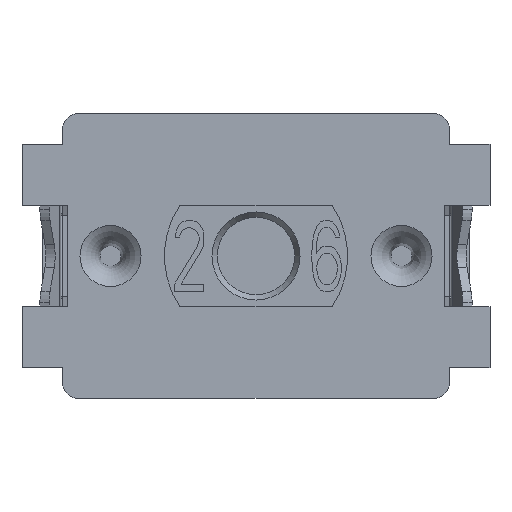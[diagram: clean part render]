
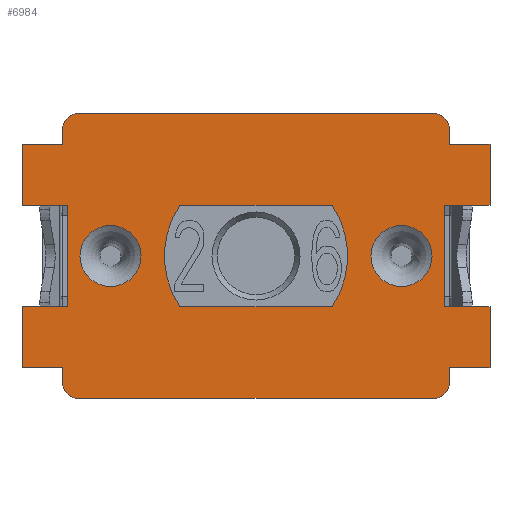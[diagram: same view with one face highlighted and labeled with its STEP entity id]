
A CAD part, front view. The second image highlights one B-rep face of the part: STEP entity #6984.
In plain terms, the highlighted planar face has unit normal (0, -1, 0).
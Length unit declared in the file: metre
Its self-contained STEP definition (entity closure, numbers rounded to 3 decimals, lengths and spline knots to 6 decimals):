
#14=FACE_BOUND('',#1201,.T.);
#15=FACE_BOUND('',#1202,.T.);
#16=FACE_BOUND('',#1203,.T.);
#49=CIRCLE('',#7318,0.0003);
#86=CIRCLE('',#7399,0.00015);
#87=CIRCLE('',#7400,0.00015);
#88=CIRCLE('',#7401,0.00015);
#89=CIRCLE('',#7402,0.00015);
#90=CIRCLE('',#7403,0.0003);
#91=CIRCLE('',#7404,0.0009);
#92=CIRCLE('',#7405,0.0009);
#567=PLANE('',#7398);
#837=FACE_OUTER_BOUND('',#1200,.T.);
#1200=EDGE_LOOP('',(#5141,#5142,#5143,#5144,#5145,#5146,#5147,#5148,#5149,
#5150,#5151,#5152,#5153,#5154,#5155,#5156,#5157,#5158,#5159,#5160,#5161,
#5162,#5163,#5164,#5165,#5166,#5167,#5168));
#1201=EDGE_LOOP('',(#5169));
#1202=EDGE_LOOP('',(#5170));
#1203=EDGE_LOOP('',(#5171,#5172,#5173,#5174));
#1643=LINE('',#10220,#2443);
#1672=LINE('',#10307,#2472);
#1763=LINE('',#10837,#2563);
#1764=LINE('',#10839,#2564);
#1765=LINE('',#10841,#2565);
#1766=LINE('',#10843,#2566);
#1767=LINE('',#10844,#2567);
#1768=LINE('',#10846,#2568);
#1769=LINE('',#10848,#2569);
#1770=LINE('',#10849,#2570);
#1771=LINE('',#10853,#2571);
#1772=LINE('',#10857,#2572);
#1773=LINE('',#10859,#2573);
#1774=LINE('',#10861,#2574);
#1775=LINE('',#10862,#2575);
#1776=LINE('',#10864,#2576);
#1777=LINE('',#10866,#2577);
#1778=LINE('',#10868,#2578);
#1779=LINE('',#10870,#2579);
#1780=LINE('',#10872,#2580);
#1781=LINE('',#10874,#2581);
#1782=LINE('',#10878,#2582);
#1783=LINE('',#10882,#2583);
#1784=LINE('',#10883,#2584);
#1785=LINE('',#10888,#2585);
#1786=LINE('',#10892,#2586);
#2443=VECTOR('',#7986,1.);
#2472=VECTOR('',#8047,1.);
#2563=VECTOR('',#8220,1.);
#2564=VECTOR('',#8221,1.);
#2565=VECTOR('',#8222,1.);
#2566=VECTOR('',#8223,1.);
#2567=VECTOR('',#8224,1.);
#2568=VECTOR('',#8225,1.);
#2569=VECTOR('',#8226,1.);
#2570=VECTOR('',#8227,1.);
#2571=VECTOR('',#8230,1.);
#2572=VECTOR('',#8233,1.);
#2573=VECTOR('',#8234,1.);
#2574=VECTOR('',#8235,1.);
#2575=VECTOR('',#8236,1.);
#2576=VECTOR('',#8237,1.);
#2577=VECTOR('',#8238,1.);
#2578=VECTOR('',#8239,1.);
#2579=VECTOR('',#8240,1.);
#2580=VECTOR('',#8241,1.);
#2581=VECTOR('',#8242,1.);
#2582=VECTOR('',#8245,1.);
#2583=VECTOR('',#8248,1.);
#2584=VECTOR('',#8249,1.);
#2585=VECTOR('',#8252,1.);
#2586=VECTOR('',#8255,1.);
#3209=VERTEX_POINT('',#9942);
#3263=VERTEX_POINT('',#10216);
#3264=VERTEX_POINT('',#10218);
#3300=VERTEX_POINT('',#10304);
#3301=VERTEX_POINT('',#10306);
#3304=VERTEX_POINT('',#10312);
#3407=VERTEX_POINT('',#10835);
#3408=VERTEX_POINT('',#10836);
#3409=VERTEX_POINT('',#10838);
#3410=VERTEX_POINT('',#10840);
#3411=VERTEX_POINT('',#10842);
#3412=VERTEX_POINT('',#10845);
#3413=VERTEX_POINT('',#10847);
#3414=VERTEX_POINT('',#10850);
#3415=VERTEX_POINT('',#10852);
#3416=VERTEX_POINT('',#10854);
#3417=VERTEX_POINT('',#10856);
#3418=VERTEX_POINT('',#10858);
#3419=VERTEX_POINT('',#10860);
#3420=VERTEX_POINT('',#10863);
#3421=VERTEX_POINT('',#10865);
#3422=VERTEX_POINT('',#10867);
#3423=VERTEX_POINT('',#10869);
#3424=VERTEX_POINT('',#10871);
#3425=VERTEX_POINT('',#10873);
#3426=VERTEX_POINT('',#10875);
#3427=VERTEX_POINT('',#10877);
#3428=VERTEX_POINT('',#10879);
#3429=VERTEX_POINT('',#10881);
#3430=VERTEX_POINT('',#10884);
#3431=VERTEX_POINT('',#10886);
#3432=VERTEX_POINT('',#10887);
#3433=VERTEX_POINT('',#10889);
#3434=VERTEX_POINT('',#10891);
#3877=EDGE_CURVE('',#3209,#3209,#49,.T.);
#3938=EDGE_CURVE('',#3264,#3263,#1643,.T.);
#3975=EDGE_CURVE('',#3300,#3301,#1672,.T.);
#4094=EDGE_CURVE('',#3407,#3408,#1763,.T.);
#4095=EDGE_CURVE('',#3409,#3407,#1764,.T.);
#4096=EDGE_CURVE('',#3410,#3409,#1765,.T.);
#4097=EDGE_CURVE('',#3411,#3410,#1766,.T.);
#4098=EDGE_CURVE('',#3304,#3411,#1767,.T.);
#4099=EDGE_CURVE('',#3412,#3304,#1768,.T.);
#4100=EDGE_CURVE('',#3413,#3412,#1769,.T.);
#4101=EDGE_CURVE('',#3301,#3413,#1770,.T.);
#4102=EDGE_CURVE('',#3300,#3414,#86,.T.);
#4103=EDGE_CURVE('',#3415,#3414,#1771,.T.);
#4104=EDGE_CURVE('',#3415,#3416,#87,.T.);
#4105=EDGE_CURVE('',#3417,#3416,#1772,.T.);
#4106=EDGE_CURVE('',#3418,#3417,#1773,.T.);
#4107=EDGE_CURVE('',#3418,#3419,#1774,.T.);
#4108=EDGE_CURVE('',#3263,#3419,#1775,.T.);
#4109=EDGE_CURVE('',#3420,#3264,#1776,.T.);
#4110=EDGE_CURVE('',#3421,#3420,#1777,.T.);
#4111=EDGE_CURVE('',#3422,#3421,#1778,.T.);
#4112=EDGE_CURVE('',#3422,#3423,#1779,.T.);
#4113=EDGE_CURVE('',#3424,#3423,#1780,.T.);
#4114=EDGE_CURVE('',#3425,#3424,#1781,.T.);
#4115=EDGE_CURVE('',#3425,#3426,#88,.T.);
#4116=EDGE_CURVE('',#3427,#3426,#1782,.T.);
#4117=EDGE_CURVE('',#3427,#3428,#89,.T.);
#4118=EDGE_CURVE('',#3429,#3428,#1783,.T.);
#4119=EDGE_CURVE('',#3408,#3429,#1784,.T.);
#4120=EDGE_CURVE('',#3430,#3430,#90,.T.);
#4121=EDGE_CURVE('',#3431,#3432,#1785,.T.);
#4122=EDGE_CURVE('',#3433,#3431,#91,.T.);
#4123=EDGE_CURVE('',#3434,#3433,#1786,.T.);
#4124=EDGE_CURVE('',#3432,#3434,#92,.T.);
#5141=ORIENTED_EDGE('',*,*,#4094,.F.);
#5142=ORIENTED_EDGE('',*,*,#4095,.F.);
#5143=ORIENTED_EDGE('',*,*,#4096,.F.);
#5144=ORIENTED_EDGE('',*,*,#4097,.F.);
#5145=ORIENTED_EDGE('',*,*,#4098,.F.);
#5146=ORIENTED_EDGE('',*,*,#4099,.F.);
#5147=ORIENTED_EDGE('',*,*,#4100,.F.);
#5148=ORIENTED_EDGE('',*,*,#4101,.F.);
#5149=ORIENTED_EDGE('',*,*,#3975,.F.);
#5150=ORIENTED_EDGE('',*,*,#4102,.T.);
#5151=ORIENTED_EDGE('',*,*,#4103,.F.);
#5152=ORIENTED_EDGE('',*,*,#4104,.T.);
#5153=ORIENTED_EDGE('',*,*,#4105,.F.);
#5154=ORIENTED_EDGE('',*,*,#4106,.F.);
#5155=ORIENTED_EDGE('',*,*,#4107,.T.);
#5156=ORIENTED_EDGE('',*,*,#4108,.F.);
#5157=ORIENTED_EDGE('',*,*,#3938,.F.);
#5158=ORIENTED_EDGE('',*,*,#4109,.F.);
#5159=ORIENTED_EDGE('',*,*,#4110,.F.);
#5160=ORIENTED_EDGE('',*,*,#4111,.F.);
#5161=ORIENTED_EDGE('',*,*,#4112,.T.);
#5162=ORIENTED_EDGE('',*,*,#4113,.F.);
#5163=ORIENTED_EDGE('',*,*,#4114,.F.);
#5164=ORIENTED_EDGE('',*,*,#4115,.T.);
#5165=ORIENTED_EDGE('',*,*,#4116,.F.);
#5166=ORIENTED_EDGE('',*,*,#4117,.T.);
#5167=ORIENTED_EDGE('',*,*,#4118,.F.);
#5168=ORIENTED_EDGE('',*,*,#4119,.F.);
#5169=ORIENTED_EDGE('',*,*,#4120,.T.);
#5170=ORIENTED_EDGE('',*,*,#3877,.F.);
#5171=ORIENTED_EDGE('',*,*,#4121,.F.);
#5172=ORIENTED_EDGE('',*,*,#4122,.F.);
#5173=ORIENTED_EDGE('',*,*,#4123,.F.);
#5174=ORIENTED_EDGE('',*,*,#4124,.F.);
#6984=ADVANCED_FACE('',(#837,#14,#15,#16),#567,.T.);
#7318=AXIS2_PLACEMENT_3D('',#9943,#7895,#7896);
#7398=AXIS2_PLACEMENT_3D('',#10834,#8218,#8219);
#7399=AXIS2_PLACEMENT_3D('',#10851,#8228,#8229);
#7400=AXIS2_PLACEMENT_3D('',#10855,#8231,#8232);
#7401=AXIS2_PLACEMENT_3D('',#10876,#8243,#8244);
#7402=AXIS2_PLACEMENT_3D('',#10880,#8246,#8247);
#7403=AXIS2_PLACEMENT_3D('',#10885,#8250,#8251);
#7404=AXIS2_PLACEMENT_3D('',#10890,#8253,#8254);
#7405=AXIS2_PLACEMENT_3D('',#10893,#8256,#8257);
#7895=DIRECTION('center_axis',(0.,-1.,0.));
#7896=DIRECTION('ref_axis',(1.,0.,0.));
#7986=DIRECTION('',(1.,0.,0.));
#8047=DIRECTION('',(0.,0.,1.));
#8218=DIRECTION('center_axis',(0.,-1.,0.));
#8219=DIRECTION('ref_axis',(0.,0.,-1.));
#8220=DIRECTION('',(0.,0.,1.));
#8221=DIRECTION('',(-1.,0.,0.));
#8222=DIRECTION('',(-1.,0.,0.));
#8223=DIRECTION('',(0.,0.,1.));
#8224=DIRECTION('',(1.,0.,0.));
#8225=DIRECTION('',(1.,0.,0.));
#8226=DIRECTION('',(0.,0.,1.));
#8227=DIRECTION('',(-1.,0.,0.));
#8228=DIRECTION('center_axis',(0.,-1.,0.));
#8229=DIRECTION('ref_axis',(-1.,0.,0.));
#8230=DIRECTION('',(-1.,0.,0.));
#8231=DIRECTION('center_axis',(0.,-1.,0.));
#8232=DIRECTION('ref_axis',(0.,0.,-1.));
#8233=DIRECTION('',(0.,0.,-1.));
#8234=DIRECTION('',(-1.,0.,0.));
#8235=DIRECTION('',(0.,0.,1.));
#8236=DIRECTION('',(1.,0.,0.));
#8237=DIRECTION('',(0.,0.,-1.));
#8238=DIRECTION('',(-1.,0.,0.));
#8239=DIRECTION('',(-1.,0.,0.));
#8240=DIRECTION('',(0.,0.,1.));
#8241=DIRECTION('',(1.,0.,0.));
#8242=DIRECTION('',(0.,0.,-1.));
#8243=DIRECTION('center_axis',(0.,-1.,0.));
#8244=DIRECTION('ref_axis',(1.,0.,0.));
#8245=DIRECTION('',(1.,0.,0.));
#8246=DIRECTION('center_axis',(0.,-1.,0.));
#8247=DIRECTION('ref_axis',(0.,0.,1.));
#8248=DIRECTION('',(0.,0.,1.));
#8249=DIRECTION('',(1.,0.,0.));
#8250=DIRECTION('center_axis',(0.,1.,0.));
#8251=DIRECTION('ref_axis',(-1.,0.,0.));
#8252=DIRECTION('',(1.,0.,0.));
#8253=DIRECTION('center_axis',(0.,-1.,0.));
#8254=DIRECTION('ref_axis',(-0.831,0.,0.556));
#8255=DIRECTION('',(-1.,0.,0.));
#8256=DIRECTION('center_axis',(0.,-1.,0.));
#8257=DIRECTION('ref_axis',(0.831,0.,-0.556));
#9942=CARTESIAN_POINT('',(0.00173,0.,0.));
#9943=CARTESIAN_POINT('Origin',(0.00143,0.,0.));
#10216=CARTESIAN_POINT('',(0.0019,0.,-0.0005));
#10218=CARTESIAN_POINT('',(0.00185,0.,-0.0005));
#10220=CARTESIAN_POINT('',(0.00185,0.,-0.0005));
#10304=CARTESIAN_POINT('',(-0.0019,0.,-0.00125));
#10306=CARTESIAN_POINT('',(-0.0019,0.,-0.0011));
#10307=CARTESIAN_POINT('',(-0.0019,0.,-0.00125));
#10312=CARTESIAN_POINT('',(-0.0019,0.,-0.0005));
#10834=CARTESIAN_POINT('Origin',(0.,0.,0.));
#10835=CARTESIAN_POINT('',(-0.0023,0.,0.0005));
#10836=CARTESIAN_POINT('',(-0.0023,0.,0.0011));
#10837=CARTESIAN_POINT('',(-0.0023,0.,0.0005));
#10838=CARTESIAN_POINT('',(-0.0019,0.,0.0005));
#10839=CARTESIAN_POINT('',(-0.0019,0.,0.0005));
#10840=CARTESIAN_POINT('',(-0.00185,0.,0.0005));
#10841=CARTESIAN_POINT('',(-0.00185,0.,0.0005));
#10842=CARTESIAN_POINT('',(-0.00185,0.,-0.0005));
#10843=CARTESIAN_POINT('',(-0.00185,0.,-0.0005));
#10844=CARTESIAN_POINT('',(-0.0019,0.,-0.0005));
#10845=CARTESIAN_POINT('',(-0.0023,0.,-0.0005));
#10846=CARTESIAN_POINT('',(-0.0023,0.,-0.0005));
#10847=CARTESIAN_POINT('',(-0.0023,0.,-0.0011));
#10848=CARTESIAN_POINT('',(-0.0023,0.,-0.0011));
#10849=CARTESIAN_POINT('',(-0.0019,0.,-0.0011));
#10850=CARTESIAN_POINT('',(-0.00175,0.,-0.0014));
#10851=CARTESIAN_POINT('Origin',(-0.00175,0.,-0.00125));
#10852=CARTESIAN_POINT('',(0.00175,0.,-0.0014));
#10853=CARTESIAN_POINT('',(0.00175,0.,-0.0014));
#10854=CARTESIAN_POINT('',(0.0019,0.,-0.00125));
#10855=CARTESIAN_POINT('Origin',(0.00175,0.,-0.00125));
#10856=CARTESIAN_POINT('',(0.0019,0.,-0.0011));
#10857=CARTESIAN_POINT('',(0.0019,0.,-0.0011));
#10858=CARTESIAN_POINT('',(0.0023,0.,-0.0011));
#10859=CARTESIAN_POINT('',(0.0023,0.,-0.0011));
#10860=CARTESIAN_POINT('',(0.0023,0.,-0.0005));
#10861=CARTESIAN_POINT('',(0.0023,0.,-0.0011));
#10862=CARTESIAN_POINT('',(0.0019,0.,-0.0005));
#10863=CARTESIAN_POINT('',(0.00185,0.,0.0005));
#10864=CARTESIAN_POINT('',(0.00185,0.,0.0005));
#10865=CARTESIAN_POINT('',(0.0019,0.,0.0005));
#10866=CARTESIAN_POINT('',(0.0019,0.,0.0005));
#10867=CARTESIAN_POINT('',(0.0023,0.,0.0005));
#10868=CARTESIAN_POINT('',(0.0023,0.,0.0005));
#10869=CARTESIAN_POINT('',(0.0023,0.,0.0011));
#10870=CARTESIAN_POINT('',(0.0023,0.,0.0005));
#10871=CARTESIAN_POINT('',(0.0019,0.,0.0011));
#10872=CARTESIAN_POINT('',(0.0019,0.,0.0011));
#10873=CARTESIAN_POINT('',(0.0019,0.,0.00125));
#10874=CARTESIAN_POINT('',(0.0019,0.,0.00125));
#10875=CARTESIAN_POINT('',(0.00175,0.,0.0014));
#10876=CARTESIAN_POINT('Origin',(0.00175,0.,0.00125));
#10877=CARTESIAN_POINT('',(-0.00175,0.,0.0014));
#10878=CARTESIAN_POINT('',(-0.00175,0.,0.0014));
#10879=CARTESIAN_POINT('',(-0.0019,0.,0.00125));
#10880=CARTESIAN_POINT('Origin',(-0.00175,0.,0.00125));
#10881=CARTESIAN_POINT('',(-0.0019,0.,0.0011));
#10882=CARTESIAN_POINT('',(-0.0019,0.,0.0011));
#10883=CARTESIAN_POINT('',(-0.0023,0.,0.0011));
#10884=CARTESIAN_POINT('',(-0.00173,0.,0.));
#10885=CARTESIAN_POINT('Origin',(-0.00143,0.,0.));
#10886=CARTESIAN_POINT('',(-0.000748,0.,-0.0005));
#10887=CARTESIAN_POINT('',(0.000748,0.,-0.0005));
#10888=CARTESIAN_POINT('',(-0.000748,0.,-0.0005));
#10889=CARTESIAN_POINT('',(-0.000748,0.,0.0005));
#10890=CARTESIAN_POINT('Origin',(0.,0.,0.));
#10891=CARTESIAN_POINT('',(0.000748,0.,0.0005));
#10892=CARTESIAN_POINT('',(0.000748,0.,0.0005));
#10893=CARTESIAN_POINT('Origin',(0.,0.,0.));
